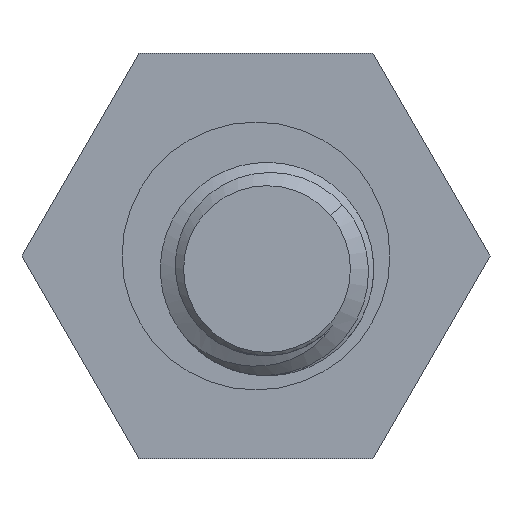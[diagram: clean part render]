
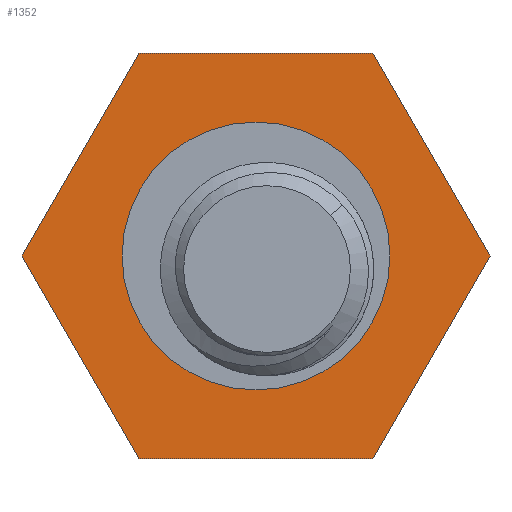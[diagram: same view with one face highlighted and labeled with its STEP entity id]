
A CAD part, front view. The second image highlights one B-rep face of the part: STEP entity #1352.
In plain terms, the highlighted planar face has unit normal (0, -1, 0).
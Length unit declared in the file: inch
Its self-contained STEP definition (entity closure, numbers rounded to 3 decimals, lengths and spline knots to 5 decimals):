
#38 = VERTEX_POINT ( 'NONE', #3440 ) ;
#65 = CARTESIAN_POINT ( 'NONE',  ( -0.3428, 0., -0.59375 ) ) ;
#88 = CARTESIAN_POINT ( 'NONE',  ( 0., 0., 0. ) ) ;
#108 = VECTOR ( 'NONE', #1313, 39.37008 ) ;
#217 = CARTESIAN_POINT ( 'NONE',  ( 0., 0., 0. ) ) ;
#229 = ORIENTED_EDGE ( 'NONE', *, *, #1155, .T. ) ;
#241 = CARTESIAN_POINT ( 'NONE',  ( -0.3428, 0., 0.59375 ) ) ;
#248 = VERTEX_POINT ( 'NONE', #788 ) ;
#350 = EDGE_CURVE ( 'NONE', #900, #2335, #3667, .T. ) ;
#372 = VECTOR ( 'NONE', #4886, 39.37008 ) ;
#394 = DIRECTION ( 'NONE',  ( -1., 0., 0. ) ) ;
#495 = LINE ( 'NONE', #2165, #372 ) ;
#574 = EDGE_CURVE ( 'NONE', #38, #786, #3821, .T. ) ;
#592 = EDGE_LOOP ( 'NONE', ( #229, #3110 ) ) ;
#617 = FACE_BOUND ( 'NONE', #592, .T. ) ;
#786 = VERTEX_POINT ( 'NONE', #3566 ) ;
#788 = CARTESIAN_POINT ( 'NONE',  ( 0., 0., -0.3925 ) ) ;
#791 = DIRECTION ( 'NONE',  ( 0., 0., 1. ) ) ;
#804 = CARTESIAN_POINT ( 'NONE',  ( -0.6856, 0., 0. ) ) ;
#865 = DIRECTION ( 'NONE',  ( 0., 0., 1. ) ) ;
#900 = VERTEX_POINT ( 'NONE', #4040 ) ;
#916 = PLANE ( 'NONE',  #4067 ) ;
#964 = EDGE_CURVE ( 'NONE', #2335, #38, #495, .T. ) ;
#1075 = ORIENTED_EDGE ( 'NONE', *, *, #4784, .T. ) ;
#1105 = VERTEX_POINT ( 'NONE', #2031 ) ;
#1134 = EDGE_CURVE ( 'NONE', #248, #1105, #4327, .T. ) ;
#1141 = AXIS2_PLACEMENT_3D ( 'NONE', #88, #1714, #865 ) ;
#1149 = DIRECTION ( 'NONE',  ( 0.5, 0., -0.866 ) ) ;
#1155 = EDGE_CURVE ( 'NONE', #1105, #248, #2557, .T. ) ;
#1200 = LINE ( 'NONE', #4322, #1539 ) ;
#1270 = ORIENTED_EDGE ( 'NONE', *, *, #350, .T. ) ;
#1313 = DIRECTION ( 'NONE',  ( 1., 0., 0. ) ) ;
#1352 = ADVANCED_FACE ( 'NONE', ( #3819, #617 ), #916, .T. ) ;
#1388 = AXIS2_PLACEMENT_3D ( 'NONE', #2785, #4383, #791 ) ;
#1467 = DIRECTION ( 'NONE',  ( -0.5, 0., -0.866 ) ) ;
#1539 = VECTOR ( 'NONE', #1149, 39.37008 ) ;
#1714 = DIRECTION ( 'NONE',  ( 0., 1., 0. ) ) ;
#1971 = CARTESIAN_POINT ( 'NONE',  ( 0.3428, 0., 0.59375 ) ) ;
#2031 = CARTESIAN_POINT ( 'NONE',  ( 0., 0., 0.3925 ) ) ;
#2115 = ORIENTED_EDGE ( 'NONE', *, *, #4779, .T. ) ;
#2134 = DIRECTION ( 'NONE',  ( 0., -1., 0. ) ) ;
#2165 = CARTESIAN_POINT ( 'NONE',  ( 0.3428, 0., -0.59375 ) ) ;
#2192 = ORIENTED_EDGE ( 'NONE', *, *, #964, .T. ) ;
#2224 = EDGE_CURVE ( 'NONE', #4879, #4858, #3032, .T. ) ;
#2335 = VERTEX_POINT ( 'NONE', #5087 ) ;
#2356 = CARTESIAN_POINT ( 'NONE',  ( -0.3428, 0., 0.59375 ) ) ;
#2434 = VECTOR ( 'NONE', #1467, 39.37008 ) ;
#2557 = CIRCLE ( 'NONE', #1388, 0.3925 ) ;
#2710 = VECTOR ( 'NONE', #394, 39.37008 ) ;
#2785 = CARTESIAN_POINT ( 'NONE',  ( 0., 0., 0. ) ) ;
#3032 = LINE ( 'NONE', #241, #2434 ) ;
#3065 = EDGE_LOOP ( 'NONE', ( #4361, #1075, #1270, #2192, #4275, #2115 ) ) ;
#3110 = ORIENTED_EDGE ( 'NONE', *, *, #1134, .T. ) ;
#3440 = CARTESIAN_POINT ( 'NONE',  ( 0.6856, 0., 0. ) ) ;
#3566 = CARTESIAN_POINT ( 'NONE',  ( 0.3428, 0., 0.59375 ) ) ;
#3667 = LINE ( 'NONE', #65, #108 ) ;
#3819 = FACE_OUTER_BOUND ( 'NONE', #3065, .T. ) ;
#3821 = LINE ( 'NONE', #5119, #4115 ) ;
#3904 = DIRECTION ( 'NONE',  ( -0.5, 0., 0.866 ) ) ;
#4040 = CARTESIAN_POINT ( 'NONE',  ( -0.3428, 0., -0.59375 ) ) ;
#4067 = AXIS2_PLACEMENT_3D ( 'NONE', #217, #2134, #4954 ) ;
#4115 = VECTOR ( 'NONE', #3904, 39.37008 ) ;
#4275 = ORIENTED_EDGE ( 'NONE', *, *, #574, .T. ) ;
#4322 = CARTESIAN_POINT ( 'NONE',  ( -0.6856, 0., 0. ) ) ;
#4327 = CIRCLE ( 'NONE', #1141, 0.3925 ) ;
#4361 = ORIENTED_EDGE ( 'NONE', *, *, #2224, .T. ) ;
#4383 = DIRECTION ( 'NONE',  ( 0., 1., 0. ) ) ;
#4779 = EDGE_CURVE ( 'NONE', #786, #4879, #4790, .T. ) ;
#4784 = EDGE_CURVE ( 'NONE', #4858, #900, #1200, .T. ) ;
#4790 = LINE ( 'NONE', #1971, #2710 ) ;
#4858 = VERTEX_POINT ( 'NONE', #804 ) ;
#4879 = VERTEX_POINT ( 'NONE', #2356 ) ;
#4886 = DIRECTION ( 'NONE',  ( 0.5, 0., 0.866 ) ) ;
#4954 = DIRECTION ( 'NONE',  ( 0., 0., -1. ) ) ;
#5087 = CARTESIAN_POINT ( 'NONE',  ( 0.3428, 0., -0.59375 ) ) ;
#5119 = CARTESIAN_POINT ( 'NONE',  ( 0.6856, 0., 0. ) ) ;
